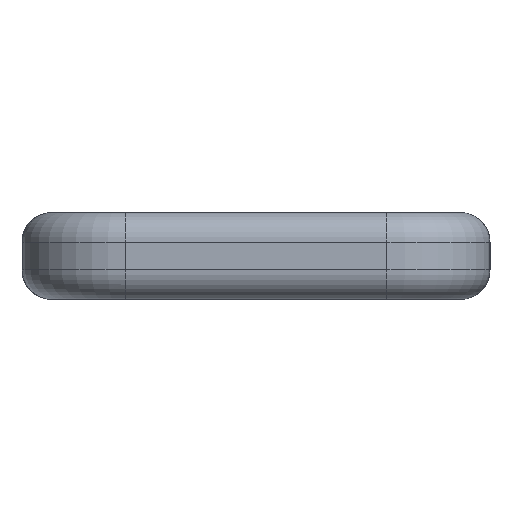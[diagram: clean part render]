
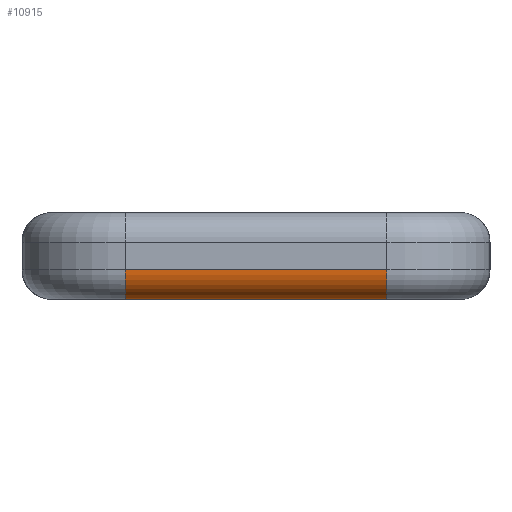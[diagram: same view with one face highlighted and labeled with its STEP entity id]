
A CAD part, left-side view. The second image highlights one B-rep face of the part: STEP entity #10915.
In plain terms, the highlighted cylindrical face has radius 2 mm (diameter 4 mm), a partial arc.
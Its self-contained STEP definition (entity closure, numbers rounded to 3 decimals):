
#518=CYLINDRICAL_SURFACE('',#11972,2.);
#1270=FACE_OUTER_BOUND('',#1984,.T.);
#1984=EDGE_LOOP('',(#9130,#9131,#9132,#9133));
#2733=LINE('',#17363,#3614);
#2910=LINE('',#18718,#3791);
#3614=VECTOR('',#13586,10.);
#3791=VECTOR('',#14529,10.);
#4440=CIRCLE('',#11970,2.);
#4442=CIRCLE('',#11973,2.);
#5112=VERTEX_POINT('',#17360);
#5113=VERTEX_POINT('',#17362);
#5381=VERTEX_POINT('',#18712);
#5382=VERTEX_POINT('',#18716);
#6259=EDGE_CURVE('',#5113,#5112,#2733,.T.);
#6709=EDGE_CURVE('',#5381,#5112,#4440,.T.);
#6711=EDGE_CURVE('',#5382,#5113,#4442,.T.);
#6712=EDGE_CURVE('',#5381,#5382,#2910,.T.);
#9130=ORIENTED_EDGE('',*,*,#6711,.T.);
#9131=ORIENTED_EDGE('',*,*,#6259,.T.);
#9132=ORIENTED_EDGE('',*,*,#6709,.F.);
#9133=ORIENTED_EDGE('',*,*,#6712,.T.);
#10915=ADVANCED_FACE('',(#1270),#518,.T.);
#11970=AXIS2_PLACEMENT_3D('',#18713,#14521,#14522);
#11972=AXIS2_PLACEMENT_3D('',#18715,#14525,#14526);
#11973=AXIS2_PLACEMENT_3D('',#18717,#14527,#14528);
#13586=DIRECTION('',(0.,-1.,0.));
#14521=DIRECTION('center_axis',(0.,-1.,
0.));
#14522=DIRECTION('ref_axis',(-1.,0.,0.));
#14525=DIRECTION('center_axis',(0.,1.,0.));
#14526=DIRECTION('ref_axis',(-0.707,0.,-0.707));
#14527=DIRECTION('center_axis',(0.,-1.,0.));
#14528=DIRECTION('ref_axis',(-1.,0.,0.));
#14529=DIRECTION('',(0.,1.,0.));
#17360=CARTESIAN_POINT('',(-1.2,1.27,0.));
#17362=CARTESIAN_POINT('',(-1.2,19.05,0.));
#17363=CARTESIAN_POINT('',(-1.2,5.715,0.));
#18712=CARTESIAN_POINT('',(-3.2,1.27,2.));
#18713=CARTESIAN_POINT('Origin',(-1.2,1.27,2.));
#18715=CARTESIAN_POINT('Origin',(-1.2,5.715,2.));
#18716=CARTESIAN_POINT('',(-3.2,19.05,2.));
#18717=CARTESIAN_POINT('Origin',(-1.2,19.05,2.));
#18718=CARTESIAN_POINT('',(-3.2,5.715,2.));
